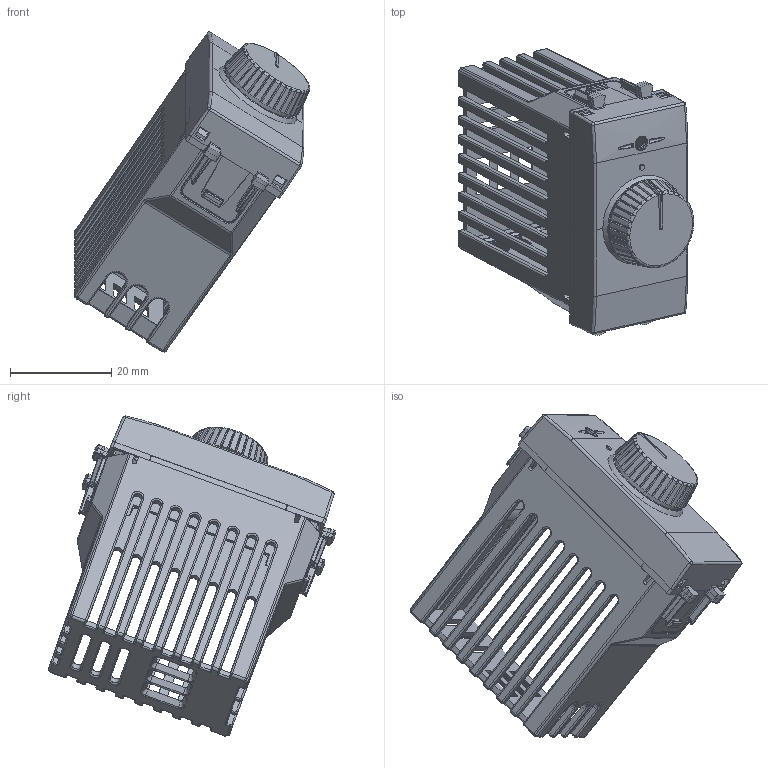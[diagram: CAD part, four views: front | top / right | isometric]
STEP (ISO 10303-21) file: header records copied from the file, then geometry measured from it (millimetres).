
FILE_DESCRIPTION(('CATIA V5 STEP Exchange'),'2;1');
FILE_NAME('441018.stp','2024-03-07T14:12:04+00:00',('none'),('none'),'CATIA Version 5-6 Release 2016 SP6','CATIA V5 STEP AP203','none');
FILE_SCHEMA(('CONFIG_CONTROL_DESIGN'));
Products named in the file (1): 441018
Assembly tree (4 placements, depth 2):
  441018
    #57
    #101
    #30545
    #58643
Bounding box: 46.45 x 56.62 x 63.12 mm (x, y, z)
Volume: 9316.8 mm3; surface area: 16458.7 mm2
Topology: 3 solids, 3 shells, 1570 faces, 4220 edges, 2468 vertices
Faces by surface type: plane 539, cylinder 500, bspline 287, cone 129, torus 55, sphere 50, extrusion 8, revolution 2
Entity records: 64215 total; most frequent: CARTESIAN_POINT 31666, ORIENTED_EDGE 8130, DIRECTION 4315, EDGE_CURVE 4065, VERTEX_POINT 2462, B_SPLINE_CURVE_WITH_KNOTS 1709, VECTOR 1700, LINE 1692
